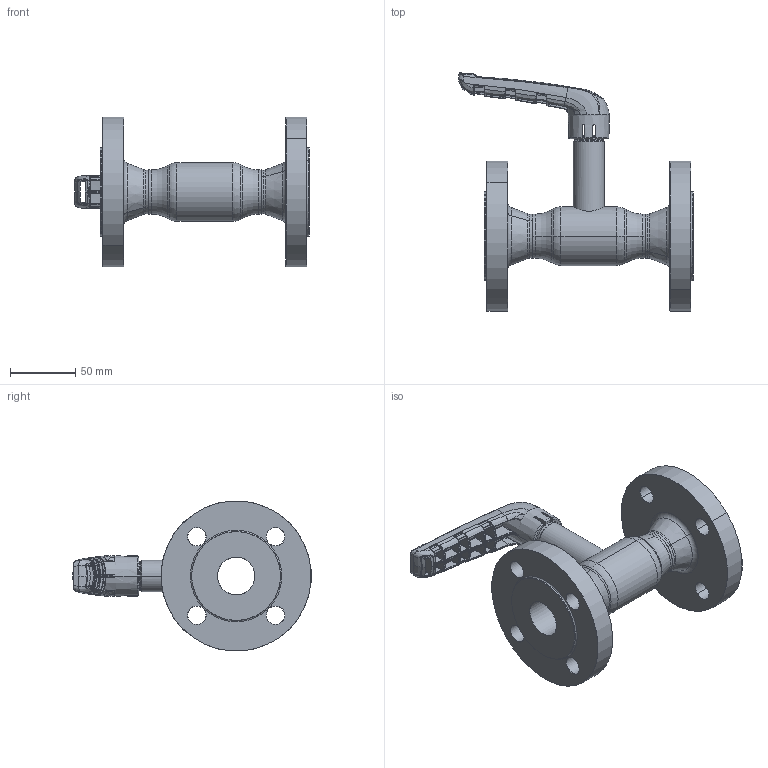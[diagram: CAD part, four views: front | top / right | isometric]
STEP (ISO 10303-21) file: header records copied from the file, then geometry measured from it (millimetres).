
FILE_DESCRIPTION (( 'STEP AP214' ), '1' );
FILE_NAME ('1025005001-xxxx.step', '2019-05-10T10:45:23', ( '' ), ( '' ), 'SwSTEP 2.0', 'SolidWorks 2017', '' );
FILE_SCHEMA (( 'AUTOMOTIVE_DESIGN' ));
Length unit declared in the file: millimetre
Products named in the file (1): 1025005001-xxxx
Bounding box: 179.57 x 182.09 x 114.56 mm (x, y, z)
Surface area: 95859.1 mm2 (no closed solid volume)
Topology: 0 solids, 7 shells, 698 faces, 2268 edges, 1467 vertices
Faces by surface type: bspline 495, cone 67, cylinder 54, plane 49, torus 29, sphere 4
Entity records: 53153 total; most frequent: CARTESIAN_POINT 30556, ORIENTED_EDGE 3620, EDGE_CURVE 2260, DIRECTION 1767, B_SPLINE_CURVE_WITH_KNOTS 1483, VERTEX_POINT 1465, AXIS2_PLACEMENT_3D 786, EDGE_LOOP 735
